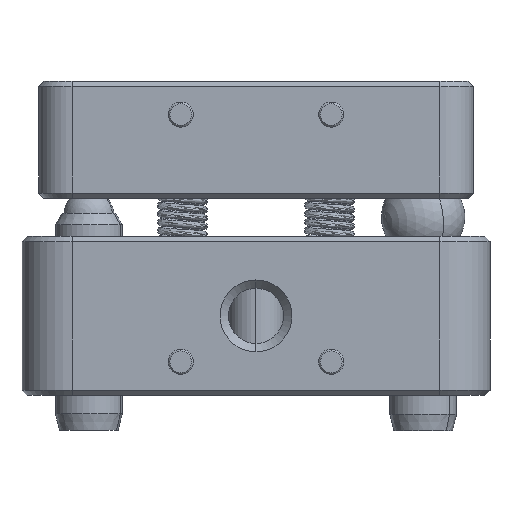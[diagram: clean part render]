
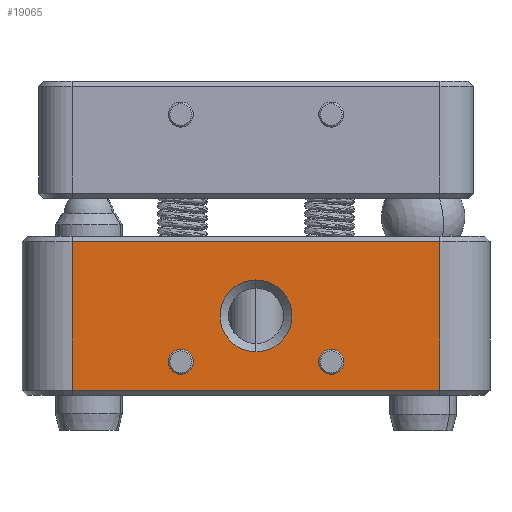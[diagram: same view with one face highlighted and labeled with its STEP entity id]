
A CAD part, left-side view. The second image highlights one B-rep face of the part: STEP entity #19065.
In plain terms, the highlighted planar face has unit normal (-1, 0, 0).
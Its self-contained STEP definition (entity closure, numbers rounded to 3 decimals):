
#191 = CARTESIAN_POINT ( 'NONE',  ( 22.498, -6.131, -28.477 ) ) ;
#583 = VERTEX_POINT ( 'NONE', #9996 ) ;
#784 = CARTESIAN_POINT ( 'NONE',  ( 22.498, 3.369, -35.227 ) ) ;
#935 = VECTOR ( 'NONE', #9206, 1000. ) ;
#1403 = VECTOR ( 'NONE', #23671, 1000. ) ;
#1445 = VERTEX_POINT ( 'NONE', #3263 ) ;
#1852 = ORIENTED_EDGE ( 'NONE', *, *, #27300, .F. ) ;
#2223 = LINE ( 'NONE', #20989, #1403 ) ;
#3218 = ORIENTED_EDGE ( 'NONE', *, *, #26990, .T. ) ;
#3263 = CARTESIAN_POINT ( 'NONE',  ( 22.498, 3.369, -36.727 ) ) ;
#3593 = EDGE_LOOP ( 'NONE', ( #27703, #19703 ) ) ;
#3664 = EDGE_CURVE ( 'NONE', #15986, #583, #3865, .T. ) ;
#3666 = ORIENTED_EDGE ( 'NONE', *, *, #29915, .T. ) ;
#3756 = CARTESIAN_POINT ( 'NONE',  ( 22.498, -6.131, -28.777 ) ) ;
#3865 = CIRCLE ( 'NONE', #6475, 2.15 ) ;
#4110 = VERTEX_POINT ( 'NONE', #17291 ) ;
#4609 = CARTESIAN_POINT ( 'NONE',  ( 22.498, 12.369, -35.977 ) ) ;
#5297 = CARTESIAN_POINT ( 'NONE',  ( 22.498, -3.131, -37.677 ) ) ;
#5645 = AXIS2_PLACEMENT_3D ( 'NONE', #191, #13769, #32459 ) ;
#5928 = DIRECTION ( 'NONE',  ( -1., 0., 0. ) ) ;
#6475 = AXIS2_PLACEMENT_3D ( 'NONE', #12842, #31562, #15557 ) ;
#7222 = EDGE_LOOP ( 'NONE', ( #18193, #1852 ) ) ;
#7333 = DIRECTION ( 'NONE',  ( 0., 0., 1. ) ) ;
#7360 = CARTESIAN_POINT ( 'NONE',  ( 22.498, 12.369, -35.977 ) ) ;
#7383 = CIRCLE ( 'NONE', #33545, 2.15 ) ;
#7996 = FACE_OUTER_BOUND ( 'NONE', #12509, .T. ) ;
#8190 = LINE ( 'NONE', #5297, #28728 ) ;
#8349 = PLANE ( 'NONE',  #5645 ) ;
#8497 = CIRCLE ( 'NONE', #29435, 0.75 ) ;
#8844 = FACE_BOUND ( 'NONE', #15898, .T. ) ;
#8867 = CARTESIAN_POINT ( 'NONE',  ( 22.498, 18.869, -28.777 ) ) ;
#9206 = DIRECTION ( 'NONE',  ( 0., 1., 0. ) ) ;
#9996 = CARTESIAN_POINT ( 'NONE',  ( 22.498, 7.869, -31.077 ) ) ;
#10081 = DIRECTION ( 'NONE',  ( 0., 0., 1. ) ) ;
#10142 = VERTEX_POINT ( 'NONE', #33504 ) ;
#11995 = VERTEX_POINT ( 'NONE', #14625 ) ;
#12509 = EDGE_LOOP ( 'NONE', ( #16902, #14160, #3666, #3218 ) ) ;
#12706 = CARTESIAN_POINT ( 'NONE',  ( 22.498, 3.369, -35.977 ) ) ;
#12842 = CARTESIAN_POINT ( 'NONE',  ( 22.498, 7.869, -33.227 ) ) ;
#13210 = ORIENTED_EDGE ( 'NONE', *, *, #3664, .T. ) ;
#13577 = CIRCLE ( 'NONE', #21006, 0.75 ) ;
#13769 = DIRECTION ( 'NONE',  ( -1., 0., 0. ) ) ;
#14160 = ORIENTED_EDGE ( 'NONE', *, *, #30388, .T. ) ;
#14625 = CARTESIAN_POINT ( 'NONE',  ( 22.498, -3.131, -28.777 ) ) ;
#14973 = CIRCLE ( 'NONE', #22084, 0.75 ) ;
#15148 = FACE_BOUND ( 'NONE', #7222, .T. ) ;
#15425 = DIRECTION ( 'NONE',  ( 0., 0., 1. ) ) ;
#15510 = DIRECTION ( 'NONE',  ( 1., 0., 0. ) ) ;
#15557 = DIRECTION ( 'NONE',  ( 0., 0., 1. ) ) ;
#15843 = EDGE_CURVE ( 'NONE', #10142, #26374, #8497, .T. ) ;
#15898 = EDGE_LOOP ( 'NONE', ( #17540, #13210 ) ) ;
#15986 = VERTEX_POINT ( 'NONE', #32296 ) ;
#16111 = LINE ( 'NONE', #3756, #935 ) ;
#16902 = ORIENTED_EDGE ( 'NONE', *, *, #25236, .T. ) ;
#17102 = CIRCLE ( 'NONE', #31753, 0.75 ) ;
#17291 = CARTESIAN_POINT ( 'NONE',  ( 22.498, -3.131, -37.677 ) ) ;
#17540 = ORIENTED_EDGE ( 'NONE', *, *, #22214, .T. ) ;
#18193 = ORIENTED_EDGE ( 'NONE', *, *, #22636, .F. ) ;
#18694 = VECTOR ( 'NONE', #25574, 1000. ) ;
#19065 = ADVANCED_FACE ( 'NONE', ( #8844, #29363, #15148, #7996 ), #8349, .T. ) ;
#19703 = ORIENTED_EDGE ( 'NONE', *, *, #15843, .F. ) ;
#20989 = CARTESIAN_POINT ( 'NONE',  ( 22.498, 18.869, -28.477 ) ) ;
#21006 = AXIS2_PLACEMENT_3D ( 'NONE', #12706, #31430, #15425 ) ;
#22026 = CARTESIAN_POINT ( 'NONE',  ( 22.498, 18.869, -37.677 ) ) ;
#22049 = CARTESIAN_POINT ( 'NONE',  ( 22.498, 3.369, -35.977 ) ) ;
#22084 = AXIS2_PLACEMENT_3D ( 'NONE', #22049, #5928, #24735 ) ;
#22190 = EDGE_CURVE ( 'NONE', #26374, #10142, #17102, .T. ) ;
#22214 = EDGE_CURVE ( 'NONE', #583, #15986, #7383, .T. ) ;
#22636 = EDGE_CURVE ( 'NONE', #34714, #1445, #14973, .T. ) ;
#22905 = CARTESIAN_POINT ( 'NONE',  ( 22.498, -3.131, -28.477 ) ) ;
#23450 = DIRECTION ( 'NONE',  ( -1., 0., 0. ) ) ;
#23671 = DIRECTION ( 'NONE',  ( 0., 0., -1. ) ) ;
#24735 = DIRECTION ( 'NONE',  ( 0., 0., 1. ) ) ;
#25236 = EDGE_CURVE ( 'NONE', #25580, #25525, #2223, .T. ) ;
#25525 = VERTEX_POINT ( 'NONE', #22026 ) ;
#25574 = DIRECTION ( 'NONE',  ( 0., 0., 1. ) ) ;
#25580 = VERTEX_POINT ( 'NONE', #8867 ) ;
#25827 = LINE ( 'NONE', #22905, #18694 ) ;
#26139 = DIRECTION ( 'NONE',  ( -1., 0., 0. ) ) ;
#26374 = VERTEX_POINT ( 'NONE', #33061 ) ;
#26990 = EDGE_CURVE ( 'NONE', #11995, #25580, #16111, .T. ) ;
#27300 = EDGE_CURVE ( 'NONE', #1445, #34714, #13577, .T. ) ;
#27703 = ORIENTED_EDGE ( 'NONE', *, *, #22190, .F. ) ;
#28728 = VECTOR ( 'NONE', #32139, 1000. ) ;
#29363 = FACE_BOUND ( 'NONE', #3593, .T. ) ;
#29435 = AXIS2_PLACEMENT_3D ( 'NONE', #4609, #23450, #7333 ) ;
#29915 = EDGE_CURVE ( 'NONE', #4110, #11995, #25827, .T. ) ;
#30388 = EDGE_CURVE ( 'NONE', #25525, #4110, #8190, .T. ) ;
#31430 = DIRECTION ( 'NONE',  ( -1., 0., 0. ) ) ;
#31501 = CARTESIAN_POINT ( 'NONE',  ( 22.498, 7.869, -33.227 ) ) ;
#31562 = DIRECTION ( 'NONE',  ( 1., 0., 0. ) ) ;
#31753 = AXIS2_PLACEMENT_3D ( 'NONE', #7360, #26139, #10081 ) ;
#32139 = DIRECTION ( 'NONE',  ( 0., -1., 0. ) ) ;
#32296 = CARTESIAN_POINT ( 'NONE',  ( 22.498, 7.869, -35.377 ) ) ;
#32459 = DIRECTION ( 'NONE',  ( 0., 0., 1. ) ) ;
#33061 = CARTESIAN_POINT ( 'NONE',  ( 22.498, 12.369, -35.227 ) ) ;
#33504 = CARTESIAN_POINT ( 'NONE',  ( 22.498, 12.369, -36.727 ) ) ;
#33545 = AXIS2_PLACEMENT_3D ( 'NONE', #31501, #15510, #34187 ) ;
#34187 = DIRECTION ( 'NONE',  ( 0., 0., 1. ) ) ;
#34714 = VERTEX_POINT ( 'NONE', #784 ) ;
